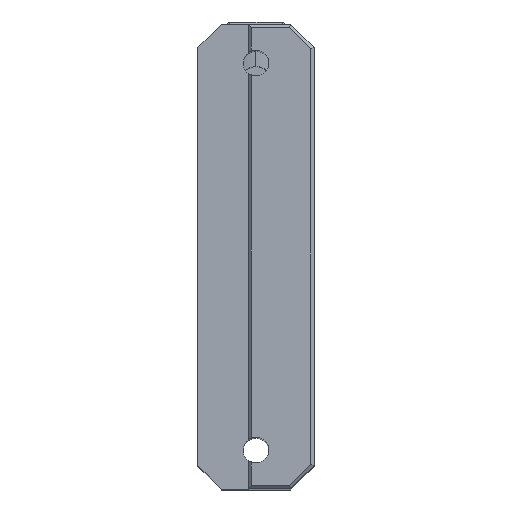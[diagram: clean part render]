
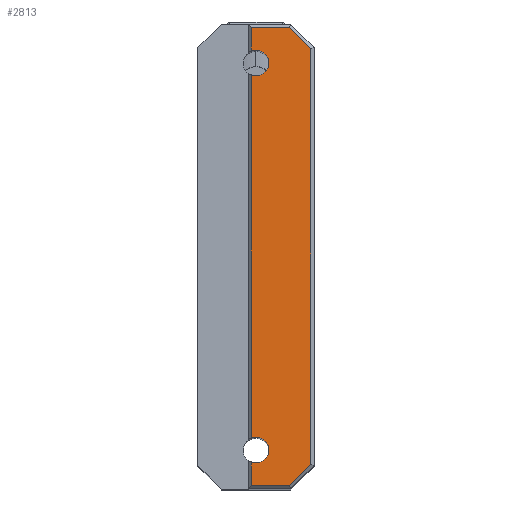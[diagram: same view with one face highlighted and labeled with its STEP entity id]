
A CAD part, front view. The second image highlights one B-rep face of the part: STEP entity #2813.
In plain terms, the highlighted planar face has unit normal (0, -1, 0.018).
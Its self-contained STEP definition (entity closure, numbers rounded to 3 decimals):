
#2325=CARTESIAN_POINT('',(218.8,-12.689,21.417));
#2326=VERTEX_POINT('',#2325);
#2334=CARTESIAN_POINT('',(218.8,-12.635,24.49));
#2335=VERTEX_POINT('',#2334);
#2336=CARTESIAN_POINT('',(219.4,-12.662,22.953));
#2337=DIRECTION('',(0.,-1.,0.017));
#2338=DIRECTION('',(-0.,0.017,1.));
#2339=AXIS2_PLACEMENT_3D('',#2336,#2337,#2338);
#2340=CIRCLE('',#2339,1.65);
#2341=EDGE_CURVE('',#2326,#2335,#2340,.T.);
#2419=CARTESIAN_POINT('',(218.8,-13.562,-28.576));
#2420=VERTEX_POINT('',#2419);
#2428=CARTESIAN_POINT('',(218.8,-13.508,-25.502));
#2429=VERTEX_POINT('',#2428);
#2430=CARTESIAN_POINT('',(219.4,-13.535,-27.039));
#2431=DIRECTION('',(0.,-1.,0.017));
#2432=DIRECTION('',(-0.,0.017,1.));
#2433=AXIS2_PLACEMENT_3D('',#2430,#2431,#2432);
#2434=CIRCLE('',#2433,1.65);
#2435=EDGE_CURVE('',#2420,#2429,#2434,.T.);
#2631=CARTESIAN_POINT('',(226.5,-12.63,24.787));
#2632=VERTEX_POINT('',#2631);
#2633=CARTESIAN_POINT('',(226.5,-13.567,-28.873));
#2634=VERTEX_POINT('',#2633);
#2635=CARTESIAN_POINT('',(226.5,-12.63,24.787));
#2636=DIRECTION('',(0.,-0.017,-1.));
#2637=VECTOR('',#2636,53.669);
#2638=LINE('',#2635,#2637);
#2639=EDGE_CURVE('',#2632,#2634,#2638,.T.);
#2747=CARTESIAN_POINT('',(218.8,-13.508,-25.502));
#2748=DIRECTION('',(0.,0.017,1.));
#2749=VECTOR('',#2748,46.926);
#2750=LINE('',#2747,#2749);
#2751=EDGE_CURVE('',#2429,#2326,#2750,.T.);
#2758=CARTESIAN_POINT('',(221.4,-13.495,-24.74));
#2759=DIRECTION('',(-0.,1.,-0.017));
#2760=DIRECTION('',(0.,-0.017,-1.));
#2761=AXIS2_PLACEMENT_3D('',#2758,#2759,#2760);
#2762=PLANE('',#2761);
#2763=ORIENTED_EDGE('',*,*,#2751,.F.);
#2764=ORIENTED_EDGE('',*,*,#2435,.F.);
#2765=CARTESIAN_POINT('',(218.8,-13.615,-31.638));
#2766=VERTEX_POINT('',#2765);
#2767=CARTESIAN_POINT('',(218.8,-13.615,-31.638));
#2768=DIRECTION('',(0.,0.017,1.));
#2769=VECTOR('',#2768,3.063);
#2770=LINE('',#2767,#2769);
#2771=EDGE_CURVE('',#2766,#2420,#2770,.T.);
#2772=ORIENTED_EDGE('',*,*,#2771,.F.);
#2773=CARTESIAN_POINT('',(223.734,-13.615,-31.638));
#2774=VERTEX_POINT('',#2773);
#2775=CARTESIAN_POINT('',(223.734,-13.615,-31.638));
#2776=DIRECTION('',(-1.,-0.,-0.));
#2777=VECTOR('',#2776,4.934);
#2778=LINE('',#2775,#2777);
#2779=EDGE_CURVE('',#2774,#2766,#2778,.T.);
#2780=ORIENTED_EDGE('',*,*,#2779,.F.);
#2781=CARTESIAN_POINT('',(223.734,-13.615,-31.638));
#2782=DIRECTION('',(0.707,0.012,0.707));
#2783=VECTOR('',#2782,3.911);
#2784=LINE('',#2781,#2783);
#2785=EDGE_CURVE('',#2774,#2634,#2784,.T.);
#2786=ORIENTED_EDGE('',*,*,#2785,.T.);
#2787=ORIENTED_EDGE('',*,*,#2639,.F.);
#2788=CARTESIAN_POINT('',(223.734,-12.582,27.553));
#2789=VERTEX_POINT('',#2788);
#2790=CARTESIAN_POINT('',(226.5,-12.63,24.787));
#2791=DIRECTION('',(-0.707,0.012,0.707));
#2792=VECTOR('',#2791,3.911);
#2793=LINE('',#2790,#2792);
#2794=EDGE_CURVE('',#2632,#2789,#2793,.T.);
#2795=ORIENTED_EDGE('',*,*,#2794,.T.);
#2796=CARTESIAN_POINT('',(218.8,-12.582,27.553));
#2797=VERTEX_POINT('',#2796);
#2798=CARTESIAN_POINT('',(218.8,-12.582,27.553));
#2799=DIRECTION('',(1.,0.,-0.));
#2800=VECTOR('',#2799,4.934);
#2801=LINE('',#2798,#2800);
#2802=EDGE_CURVE('',#2797,#2789,#2801,.T.);
#2803=ORIENTED_EDGE('',*,*,#2802,.F.);
#2804=CARTESIAN_POINT('',(218.8,-12.635,24.49));
#2805=DIRECTION('',(0.,0.017,1.));
#2806=VECTOR('',#2805,3.063);
#2807=LINE('',#2804,#2806);
#2808=EDGE_CURVE('',#2335,#2797,#2807,.T.);
#2809=ORIENTED_EDGE('',*,*,#2808,.F.);
#2810=ORIENTED_EDGE('',*,*,#2341,.F.);
#2811=EDGE_LOOP('',(#2763,#2764,#2772,#2780,#2786,#2787,#2795,#2803,#2809,#2810));
#2812=FACE_BOUND('',#2811,.T.);
#2813=ADVANCED_FACE('',(#2812),#2762,.F.);
